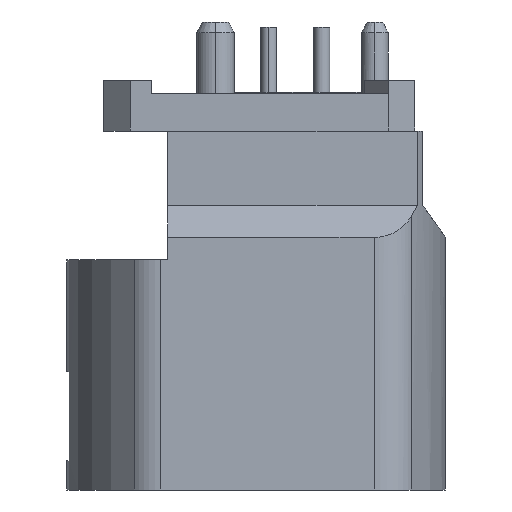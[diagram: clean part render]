
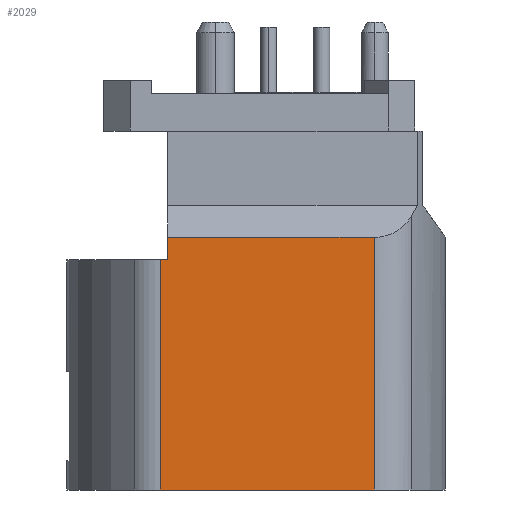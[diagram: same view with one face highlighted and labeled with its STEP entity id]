
A CAD part, left-side view. The second image highlights one B-rep face of the part: STEP entity #2029.
In plain terms, the highlighted planar face has unit normal (-1, 0, 0).
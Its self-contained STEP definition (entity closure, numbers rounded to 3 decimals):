
#1414=LINE('',#6003,#1725);
#1416=LINE('',#6011,#1727);
#1417=LINE('',#6013,#1728);
#1418=LINE('',#6015,#1729);
#1419=LINE('',#6017,#1730);
#1420=LINE('',#6019,#1731);
#1725=VECTOR('',#5003,1.);
#1727=VECTOR('',#5011,1.);
#1728=VECTOR('',#5014,1.);
#1729=VECTOR('',#5015,1.);
#1730=VECTOR('',#5016,1.);
#1731=VECTOR('',#5017,1.);
#2029=ADVANCED_FACE('',(#2306),#2198,.T.);
#2198=PLANE('',#4608);
#2306=FACE_OUTER_BOUND('',#2472,.T.);
#2472=EDGE_LOOP('',(#2722,#2723,#2724,#2725,#2726,#2727));
#2722=ORIENTED_EDGE('',*,*,#3976,.T.);
#2723=ORIENTED_EDGE('',*,*,#3980,.F.);
#2724=ORIENTED_EDGE('',*,*,#3981,.F.);
#2725=ORIENTED_EDGE('',*,*,#3982,.F.);
#2726=ORIENTED_EDGE('',*,*,#3983,.T.);
#2727=ORIENTED_EDGE('',*,*,#3984,.T.);
#3650=VERTEX_POINT('',#6004);
#3651=VERTEX_POINT('',#6005);
#3652=VERTEX_POINT('',#6010);
#3653=VERTEX_POINT('',#6014);
#3654=VERTEX_POINT('',#6016);
#3655=VERTEX_POINT('',#6018);
#3976=EDGE_CURVE('',#3650,#3651,#1414,.T.);
#3980=EDGE_CURVE('',#3652,#3651,#1416,.T.);
#3981=EDGE_CURVE('',#3653,#3652,#1417,.T.);
#3982=EDGE_CURVE('',#3654,#3653,#1418,.T.);
#3983=EDGE_CURVE('',#3654,#3655,#1419,.T.);
#3984=EDGE_CURVE('',#3655,#3650,#1420,.T.);
#4608=AXIS2_PLACEMENT_3D('',#6020,#5018,#5019);
#5003=DIRECTION('',(0.,0.,1.));
#5011=DIRECTION('',(0.,-1.,0.));
#5014=DIRECTION('',(0.,0.,1.));
#5015=DIRECTION('',(0.,-1.,0.));
#5016=DIRECTION('',(0.,0.,-1.));
#5017=DIRECTION('',(0.,-1.,0.));
#5018=DIRECTION('',(-1.,0.,0.));
#5019=DIRECTION('',(0.,-1.,0.));
#6003=CARTESIAN_POINT('',(-6.,-2.966,-13.85));
#6004=CARTESIAN_POINT('',(-6.,-2.966,-13.85));
#6005=CARTESIAN_POINT('',(-6.,-2.966,-4.35));
#6010=CARTESIAN_POINT('',(-6.,4.8,-4.35));
#6011=CARTESIAN_POINT('',(-6.,4.3,-4.35));
#6013=CARTESIAN_POINT('',(-6.,4.8,-0.35));
#6014=CARTESIAN_POINT('',(-6.,4.8,-5.2));
#6015=CARTESIAN_POINT('',(-6.,5.069,-5.2));
#6016=CARTESIAN_POINT('',(-6.,5.069,-5.2));
#6017=CARTESIAN_POINT('',(-6.,5.069,-5.2));
#6018=CARTESIAN_POINT('',(-6.,5.069,-13.85));
#6019=CARTESIAN_POINT('',(-6.,5.069,-13.85));
#6020=CARTESIAN_POINT('',(-6.,-5.65,-0.35));
